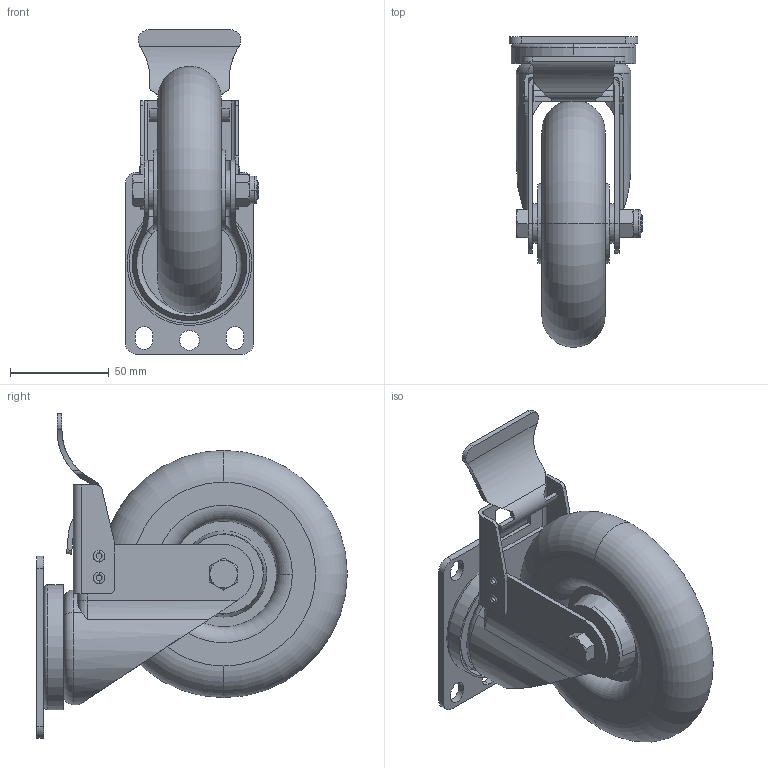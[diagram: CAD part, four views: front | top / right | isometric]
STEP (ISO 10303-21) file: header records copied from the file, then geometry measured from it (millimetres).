
FILE_DESCRIPTION((''),'2;1');
FILE_NAME('FHJ-503','2021-12-16T13:31:17',('Administrator'),(''),'CREO PARAMETRIC BY PTC INC, 2019224','CREO PARAMETRIC BY PTC INC, 2019224','');
FILE_SCHEMA(('CONFIG_CONTROL_DESIGN'));
Length unit declared in the file: millimetre
Products named in the file (1): FHJ-503
Bounding box: 67.5 x 157 x 164 mm (x, y, z)
Volume: 431339.6 mm3; surface area: 94050.3 mm2
Topology: 2 solids, 2 shells, 236 faces, 600 edges, 386 vertices
Faces by surface type: plane 92, cylinder 90, torus 30, cone 18, bspline 6
Entity records: 7721 total; most frequent: CARTESIAN_POINT 1839, DIRECTION 1264, ORIENTED_EDGE 1200, EDGE_CURVE 600, AXIS2_PLACEMENT_3D 498, VERTEX_POINT 386, EDGE_LOOP 274, VECTOR 268
